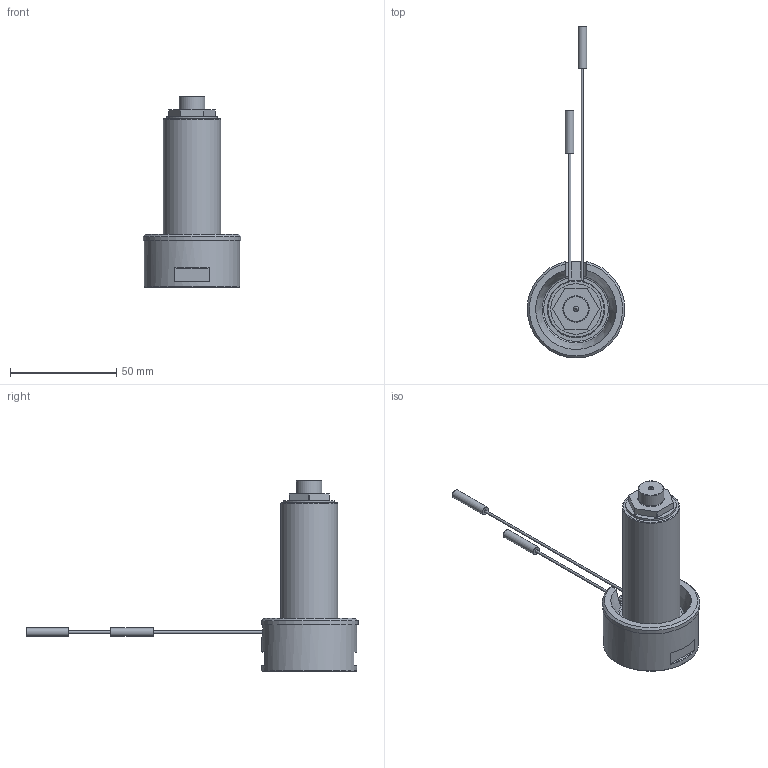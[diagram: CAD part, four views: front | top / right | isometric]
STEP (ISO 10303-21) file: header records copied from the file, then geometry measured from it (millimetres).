
FILE_DESCRIPTION(/* description */ (''),/* implementation_level */ '2;1');
FILE_NAME(/* name */ 'HSCL65F12A.stp',/* time_stamp */ '2022-11-22T18:04:53+09:00',/* author */ (''),/* organization */ (''),/* preprocessor_version */ 'ST-DEVELOPER v18.102',/* originating_system */ 'SIEMENS PLM Software NX 2023',/* authorisation */ '');
FILE_SCHEMA (('AUTOMOTIVE_DESIGN { 1 0 10303 214 3 1 1 1 }'));
Length unit declared in the file: millimetre
Products named in the file (1): HSCL65F12A
Bounding box: 45.99 x 156.5 x 90 mm (x, y, z)
Volume: 63377.9 mm3; surface area: 15453.9 mm2
Topology: 5 solids, 5 shells, 75 faces, 157 edges, 102 vertices
Faces by surface type: plane 34, cylinder 23, cone 12, torus 4, bspline 1, sphere 1
Full cylindrical faces by diameter (mm): 1.2 x2, 2.5 x1, 4 x3, 9.5 x1, 12 x1, 23.8 x1, 27 x1, 45 x1
Entity records: 2054 total; most frequent: CARTESIAN_POINT 494, DIRECTION 326, ORIENTED_EDGE 262, AXIS2_PLACEMENT_3D 141, EDGE_CURVE 131, EDGE_LOOP 107, VERTEX_POINT 98, ADVANCED_FACE 75
